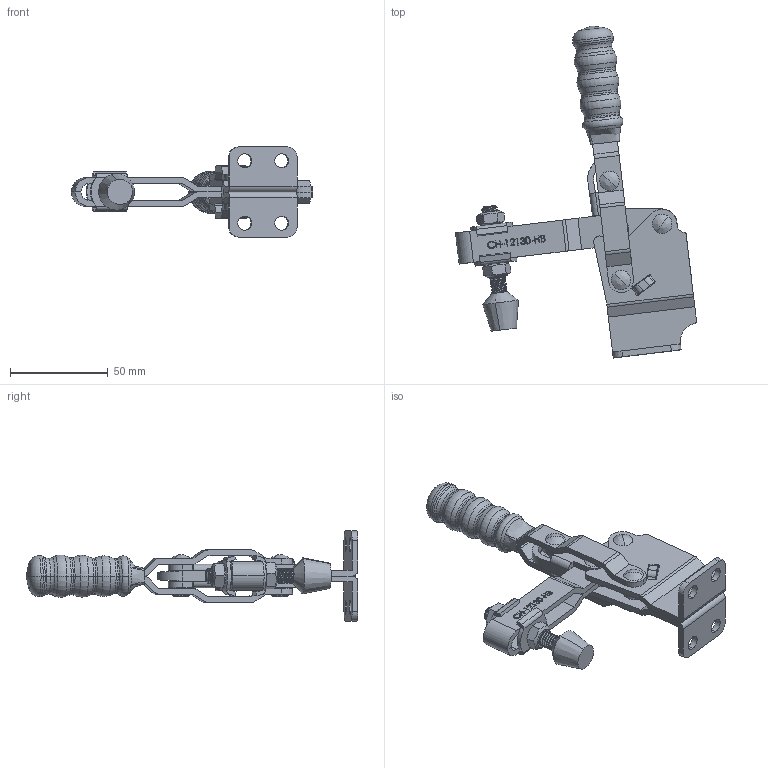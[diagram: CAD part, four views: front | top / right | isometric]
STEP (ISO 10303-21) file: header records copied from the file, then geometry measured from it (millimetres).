
FILE_DESCRIPTION (( 'STEP AP203' ), '1' );
FILE_NAME ('CH-12130-HB.STEP', '2012-09-19T13:05:39', ( '微软用户' ), ( '微软中国' ), 'SwSTEP 2.0', 'SolidWorks 2010', '' );
FILE_SCHEMA (( 'CONFIG_CONTROL_DESIGN' ));
Length unit declared in the file: millimetre
Products named in the file (12): CH-12130-03 STRAIGHT HANDLE; CH-12130-04 CONNECTING-PLATE; CH-12130-06; CH-12130-HB; CH-12130-07; CH-12130-HB-02 U-BAR; CH-12130-HB-01 FLANGED BASE; CH-12130-05; CH-12130-08; CH-FW-516; CH-FC-56212 Nut; CH-FC-56212 SPINDLE SUPPLIED
Assembly tree (15 placements, depth 2):
  CH-12130-HB
    CH-12130-HB-02 U-BAR
    CH-12130-03 STRAIGHT HANDLE
    CH-12130-07
    CH-FC-56212 SPINDLE SUPPLIED
    CH-12130-HB-01 FLANGED BASE
    CH-12130-05
    CH-FC-56212 Nut  x2
    CH-12130-08  x2
    CH-12130-06  x2
    CH-12130-04 CONNECTING-PLATE
    CH-FW-516  x2
Bounding box: 123.16 x 169.55 x 46 mm (x, y, z)
Volume: 67802.4 mm3; surface area: 51463.2 mm2
Topology: 19 solids, 19 shells, 920 faces, 2423 edges, 1564 vertices
Faces by surface type: plane 346, cylinder 252, bspline 199, cone 63, torus 60
Entity records: 47246 total; most frequent: CARTESIAN_POINT 26457, ORIENTED_EDGE 4440, DIRECTION 3407, EDGE_CURVE 2220, VERTEX_POINT 1448, LINE 1197, VECTOR 1197, AXIS2_PLACEMENT_3D 1105
